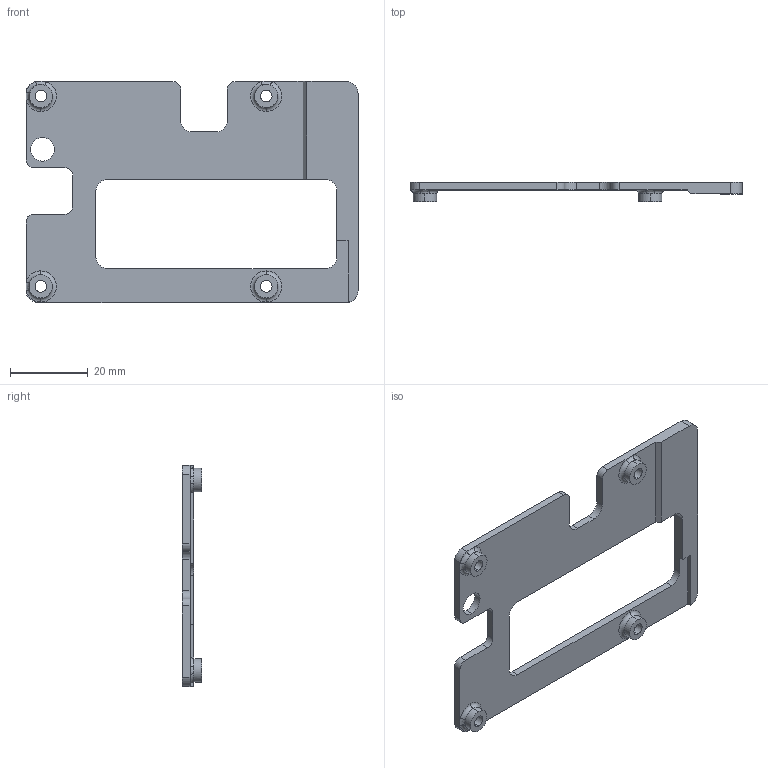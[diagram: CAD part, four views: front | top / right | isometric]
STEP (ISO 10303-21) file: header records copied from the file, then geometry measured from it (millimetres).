
FILE_DESCRIPTION (( 'STEP AP214' ), '1' );
FILE_NAME ('Íâ¿Çµ×Odroid C4.STEP', '2024-10-01T11:11:29', ( '' ), ( '' ), 'SwSTEP 2.0', 'SolidWorks 2020', '' );
FILE_SCHEMA (( 'AUTOMOTIVE_DESIGN' ));
Length unit declared in the file: millimetre
Products named in the file (1): 俋褲菁Odroid C4
Bounding box: 85.44 x 5 x 56.89 mm (x, y, z)
Volume: 6903.6 mm3; surface area: 7681.5 mm2
Topology: 1 solids, 1 shells, 75 faces, 205 edges, 132 vertices
Faces by surface type: cylinder 34, plane 27, torus 10, bspline 4
Entity records: 2580 total; most frequent: CARTESIAN_POINT 561, DIRECTION 438, ORIENTED_EDGE 410, EDGE_CURVE 205, AXIS2_PLACEMENT_3D 167, VERTEX_POINT 132, LINE 104, VECTOR 104
